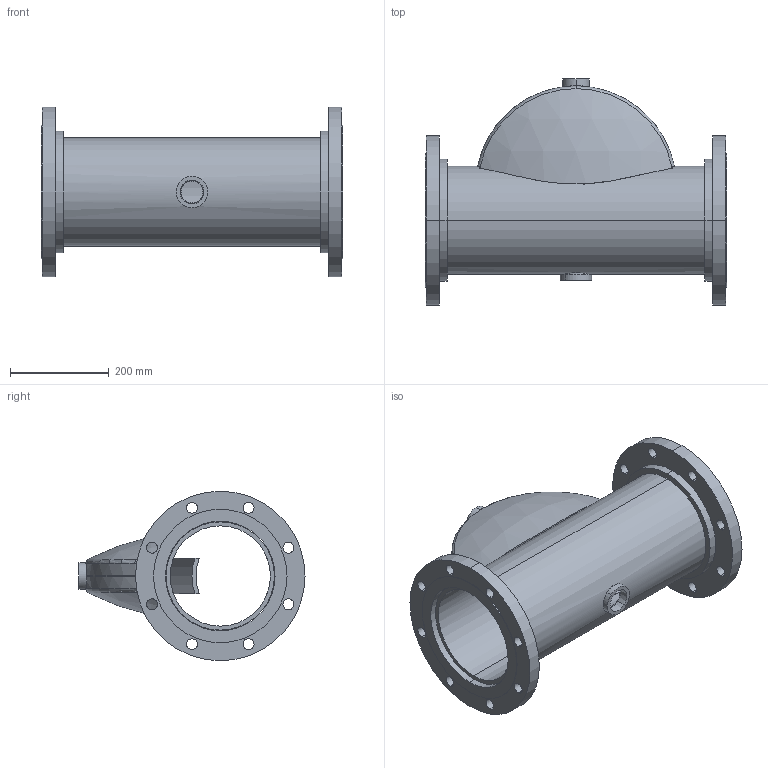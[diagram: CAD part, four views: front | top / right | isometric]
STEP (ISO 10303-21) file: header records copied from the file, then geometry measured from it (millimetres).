
FILE_DESCRIPTION (( 'STEP AP203' ), '1' );
FILE_NAME ('AP-108.STEP', '2021-03-09T20:21:12', ( '' ), ( '' ), 'SwSTEP 2.0', 'SolidWorks 2021', '' );
FILE_SCHEMA (( 'CONFIG_CONTROL_DESIGN' ));
Length unit declared in the file: inch
Products named in the file (7): 99D1946; 99P0297; 9461100; 9500060; 99P0298; AP-108; 9500070
Assembly tree (8 placements, depth 2):
  AP-108
    99P0297
    99D1946  x2
    9500060
    9500070
    99P0298
    9461100  x2
Bounding box: 609.6 x 457.2 x 342.9 mm (x, y, z)
Volume: 6768426.3 mm3; surface area: 1497908.8 mm2
Topology: 8 solids, 8 shells, 137 faces, 330 edges, 216 vertices
Faces by surface type: cylinder 81, plane 32, torus 8, bspline 8, sphere 4, cone 4
Entity records: 4889 total; most frequent: CARTESIAN_POINT 1927, DIRECTION 482, ORIENTED_EDGE 420, EDGE_CURVE 210, AXIS2_PLACEMENT_3D 203, VERTEX_POINT 138, EDGE_LOOP 122, CIRCLE 108
